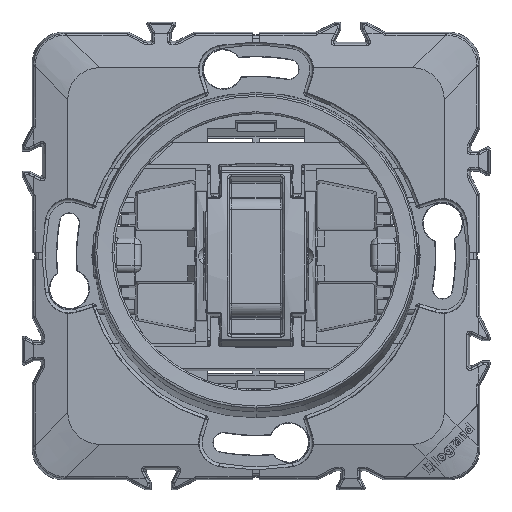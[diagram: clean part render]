
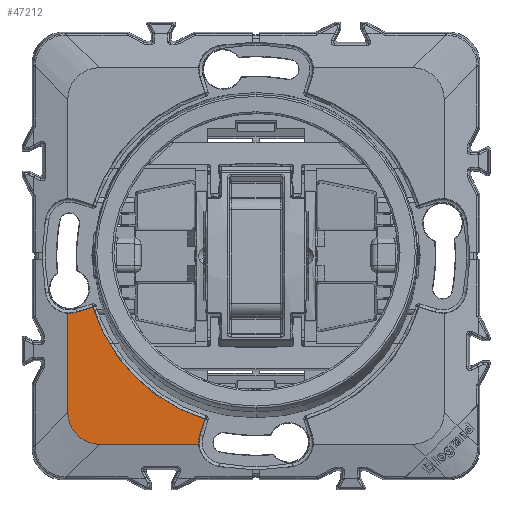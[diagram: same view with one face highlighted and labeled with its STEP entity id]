
A CAD part, top view. The second image highlights one B-rep face of the part: STEP entity #47212.
In plain terms, the highlighted planar face has unit normal (0, 0, 1).
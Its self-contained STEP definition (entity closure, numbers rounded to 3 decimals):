
#22272=AXIS2_PLACEMENT_3D('Circle Axis2P3D',#22270,#22271,$) ;
#22321=AXIS2_PLACEMENT_3D('Circle Axis2P3D',#22319,#22320,$) ;
#47155=AXIS2_PLACEMENT_3D('Plane Axis2P3D',#47152,#47153,#47154) ;
#47166=AXIS2_PLACEMENT_3D('Circle Axis2P3D',#47164,#47165,$) ;
#22267=CARTESIAN_POINT('Vertex',(-25.837,-8.124,3.8)) ;
#22270=CARTESIAN_POINT('Axis2P3D Location',(0.,0.,3.8)) ;
#22274=CARTESIAN_POINT('Vertex',(-8.124,-25.837,3.8)) ;
#22295=CARTESIAN_POINT('Line Origine',(-8.521,-27.114,3.8)) ;
#22299=CARTESIAN_POINT('Vertex',(-8.918,-28.391,3.8)) ;
#22319=CARTESIAN_POINT('Axis2P3D Location',(-5.209,-29.544,3.8)) ;
#22323=CARTESIAN_POINT('Vertex',(-9.085,-29.8,3.8)) ;
#47152=CARTESIAN_POINT('Axis2P3D Location',(0.,0.,3.8)) ;
#47157=CARTESIAN_POINT('Line Origine',(-27.114,-8.521,3.8)) ;
#47161=CARTESIAN_POINT('Vertex',(-28.391,-8.918,3.8)) ;
#47164=CARTESIAN_POINT('Axis2P3D Location',(-29.544,-5.209,3.8)) ;
#47168=CARTESIAN_POINT('Vertex',(-29.8,-9.085,3.8)) ;
#47171=CARTESIAN_POINT('Line Origine',(-29.8,-16.942,3.8)) ;
#47175=CARTESIAN_POINT('Vertex',(-29.8,-24.8,3.8)) ;
#47179=CARTESIAN_POINT('Control Point',(-29.8,-24.8,3.8)) ;
#47180=CARTESIAN_POINT('Control Point',(-29.8,-25.273,3.8)) ;
#47181=CARTESIAN_POINT('Control Point',(-29.744,-25.746,3.8)) ;
#47182=CARTESIAN_POINT('Control Point',(-29.632,-26.211,3.8)) ;
#47183=CARTESIAN_POINT('Control Point',(-29.301,-27.104,3.8)) ;
#47184=CARTESIAN_POINT('Control Point',(-28.769,-27.896,3.8)) ;
#47185=CARTESIAN_POINT('Control Point',(-28.458,-28.258,3.8)) ;
#47186=CARTESIAN_POINT('Control Point',(-27.755,-28.903,3.8)) ;
#47187=CARTESIAN_POINT('Control Point',(-26.921,-29.365,3.8)) ;
#47188=CARTESIAN_POINT('Control Point',(-26.478,-29.546,3.8)) ;
#47189=CARTESIAN_POINT('Control Point',(-25.872,-29.713,3.8)) ;
#47190=CARTESIAN_POINT('Control Point',(-25.252,-29.783,3.8)) ;
#47191=CARTESIAN_POINT('Control Point',(-25.101,-29.794,3.8)) ;
#47192=CARTESIAN_POINT('Control Point',(-24.951,-29.8,3.8)) ;
#47193=CARTESIAN_POINT('Control Point',(-24.8,-29.8,3.8)) ;
#47194=CARTESIAN_POINT('Vertex',(-24.8,-29.8,3.8)) ;
#47197=CARTESIAN_POINT('Line Origine',(-16.942,-29.8,3.8)) ;
#22271=DIRECTION('Axis2P3D Direction',(0.,0.,1.)) ;
#22296=DIRECTION('Vector Direction',(-0.297,-0.955,0.)) ;
#22320=DIRECTION('Axis2P3D Direction',(0.,0.,1.)) ;
#47153=DIRECTION('Axis2P3D Direction',(0.,0.,1.)) ;
#47154=DIRECTION('Axis2P3D XDirection',(1.,0.,0.)) ;
#47158=DIRECTION('Vector Direction',(-0.955,-0.297,0.)) ;
#47165=DIRECTION('Axis2P3D Direction',(0.,0.,1.)) ;
#47172=DIRECTION('Vector Direction',(0.,-1.,0.)) ;
#47198=DIRECTION('Vector Direction',(1.,0.,0.)) ;
#22297=VECTOR('Line Direction',#22296,1.) ;
#47159=VECTOR('Line Direction',#47158,1.) ;
#47173=VECTOR('Line Direction',#47172,1.) ;
#47199=VECTOR('Line Direction',#47198,1.) ;
#47203=ORIENTED_EDGE('',*,*,#22301,.F.) ;
#47204=ORIENTED_EDGE('',*,*,#22276,.F.) ;
#47205=ORIENTED_EDGE('',*,*,#47163,.T.) ;
#47206=ORIENTED_EDGE('',*,*,#47170,.F.) ;
#47207=ORIENTED_EDGE('',*,*,#47177,.T.) ;
#47208=ORIENTED_EDGE('',*,*,#47196,.F.) ;
#47209=ORIENTED_EDGE('',*,*,#47201,.F.) ;
#47210=ORIENTED_EDGE('',*,*,#22325,.F.) ;
#47212=ADVANCED_FACE('EG03869_A.1\\Corps principal',(#47211),#47156,.T.) ;
#47178=B_SPLINE_CURVE_WITH_KNOTS('',5,(#47179,#47180,#47181,#47182,#47183,#47184,#47185,#47186,#47187,#47188,#47189,#47190,#47191,#47192,#47193),.UNSPECIFIED.,.F.,.U.,(6,3,3,3,6),(0.,3.432,6.866,10.301,11.393),.UNSPECIFIED.) ;
#22273=CIRCLE('generated circle',#22272,27.084) ;
#22322=CIRCLE('generated circle',#22321,3.884) ;
#47167=CIRCLE('generated circle',#47166,3.884) ;
#22276=EDGE_CURVE('',#22268,#22275,#22273,.T.) ;
#22301=EDGE_CURVE('',#22275,#22300,#22298,.T.) ;
#22325=EDGE_CURVE('',#22300,#22324,#22322,.T.) ;
#47163=EDGE_CURVE('',#22268,#47162,#47160,.T.) ;
#47170=EDGE_CURVE('',#47169,#47162,#47167,.T.) ;
#47177=EDGE_CURVE('',#47169,#47176,#47174,.T.) ;
#47196=EDGE_CURVE('',#47195,#47176,#47178,.F.) ;
#47201=EDGE_CURVE('',#22324,#47195,#47200,.F.) ;
#47202=EDGE_LOOP('',(#47203,#47204,#47205,#47206,#47207,#47208,#47209,#47210)) ;
#47211=FACE_OUTER_BOUND('',#47202,.T.) ;
#22298=LINE('Line',#22295,#22297) ;
#47160=LINE('Line',#47157,#47159) ;
#47174=LINE('Line',#47171,#47173) ;
#47200=LINE('Line',#47197,#47199) ;
#47156=PLANE('',#47155) ;
#22268=VERTEX_POINT('',#22267) ;
#22275=VERTEX_POINT('',#22274) ;
#22300=VERTEX_POINT('',#22299) ;
#22324=VERTEX_POINT('',#22323) ;
#47162=VERTEX_POINT('',#47161) ;
#47169=VERTEX_POINT('',#47168) ;
#47176=VERTEX_POINT('',#47175) ;
#47195=VERTEX_POINT('',#47194) ;
